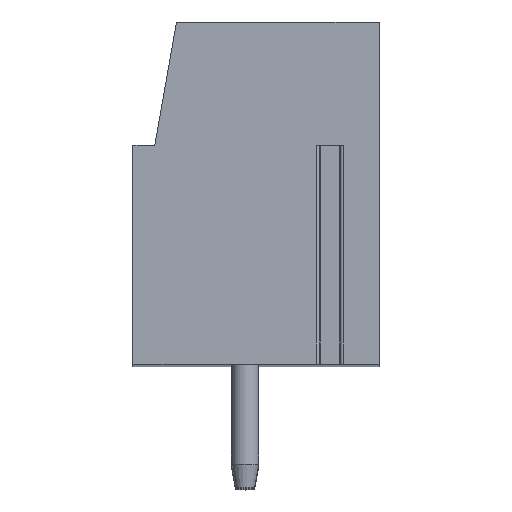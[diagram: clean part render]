
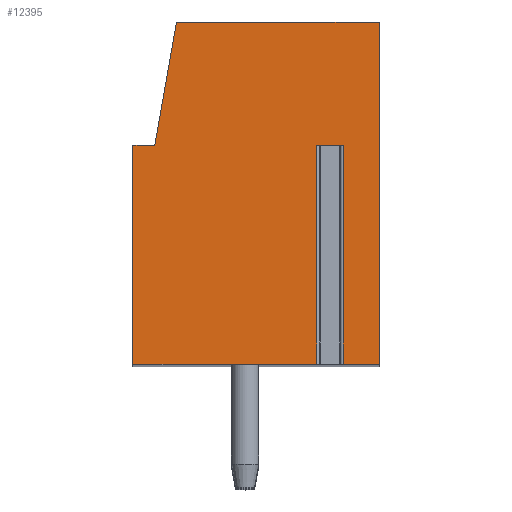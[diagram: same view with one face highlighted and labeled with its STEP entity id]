
A CAD part, top view. The second image highlights one B-rep face of the part: STEP entity #12395.
In plain terms, the highlighted planar face has unit normal (0, 0, 1).
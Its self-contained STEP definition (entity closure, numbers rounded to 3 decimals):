
#20=DIRECTION('',(-1.,0.,0.));
#21=VECTOR('',#20,0.958);
#22=CARTESIAN_POINT('',(3.179,1.75,57.5));
#23=LINE('',#22,#21);
#24=DIRECTION('',(0.,-1.,0.));
#25=VECTOR('',#24,8.);
#26=CARTESIAN_POINT('',(2.221,1.75,57.5));
#27=LINE('',#26,#25);
#28=DIRECTION('',(1.,0.,0.));
#29=VECTOR('',#28,6.721);
#30=CARTESIAN_POINT('',(-4.5,-6.25,57.5));
#31=LINE('',#30,#29);
#32=DIRECTION('',(0.,-1.,0.));
#33=VECTOR('',#32,8.);
#34=CARTESIAN_POINT('',(-4.5,1.75,57.5));
#35=LINE('',#34,#33);
#36=DIRECTION('',(-1.,0.,0.));
#37=VECTOR('',#36,0.8);
#38=CARTESIAN_POINT('',(-3.7,1.75,57.5));
#39=LINE('',#38,#37);
#40=DIRECTION('',(-0.174,-0.985,0.));
#41=VECTOR('',#40,4.569);
#42=CARTESIAN_POINT('',(-2.907,6.25,57.5));
#43=LINE('',#42,#41);
#44=DIRECTION('',(-1.,0.,0.));
#45=VECTOR('',#44,7.407);
#46=CARTESIAN_POINT('',(4.5,6.25,57.5));
#47=LINE('',#46,#45);
#48=DIRECTION('',(0.,1.,0.));
#49=VECTOR('',#48,12.5);
#50=CARTESIAN_POINT('',(4.5,-6.25,57.5));
#51=LINE('',#50,#49);
#52=DIRECTION('',(1.,0.,0.));
#53=VECTOR('',#52,1.321);
#54=CARTESIAN_POINT('',(3.179,-6.25,57.5));
#55=LINE('',#54,#53);
#56=DIRECTION('',(0.,-1.,0.));
#57=VECTOR('',#56,8.);
#58=CARTESIAN_POINT('',(3.179,1.75,57.5));
#59=LINE('',#58,#57);
#9780=CARTESIAN_POINT('',(-2.907,6.25,57.5));
#9781=CARTESIAN_POINT('',(-3.7,1.75,57.5));
#9782=VERTEX_POINT('',#9780);
#9783=VERTEX_POINT('',#9781);
#9784=CARTESIAN_POINT('',(-4.5,1.75,57.5));
#9785=VERTEX_POINT('',#9784);
#9786=CARTESIAN_POINT('',(-4.5,-6.25,57.5));
#9787=VERTEX_POINT('',#9786);
#9788=CARTESIAN_POINT('',(4.5,-6.25,57.5));
#9789=CARTESIAN_POINT('',(4.5,6.25,57.5));
#9790=VERTEX_POINT('',#9788);
#9791=VERTEX_POINT('',#9789);
#9848=CARTESIAN_POINT('',(3.179,1.75,57.5));
#9849=CARTESIAN_POINT('',(2.221,1.75,57.5));
#9850=VERTEX_POINT('',#9848);
#9851=VERTEX_POINT('',#9849);
#9852=CARTESIAN_POINT('',(3.179,-6.25,57.5));
#9853=VERTEX_POINT('',#9852);
#9854=CARTESIAN_POINT('',(2.221,-6.25,57.5));
#9855=VERTEX_POINT('',#9854);
#12368=CARTESIAN_POINT('',(0.,0.,57.5));
#12369=DIRECTION('',(0.,0.,1.));
#12370=DIRECTION('',(1.,0.,0.));
#12371=AXIS2_PLACEMENT_3D('',#12368,#12369,#12370);
#12372=PLANE('',#12371);
#12374=ORIENTED_EDGE('',*,*,#12373,.T.);
#12376=ORIENTED_EDGE('',*,*,#12375,.T.);
#12378=ORIENTED_EDGE('',*,*,#12377,.F.);
#12380=ORIENTED_EDGE('',*,*,#12379,.F.);
#12382=ORIENTED_EDGE('',*,*,#12381,.F.);
#12384=ORIENTED_EDGE('',*,*,#12383,.F.);
#12386=ORIENTED_EDGE('',*,*,#12385,.F.);
#12388=ORIENTED_EDGE('',*,*,#12387,.F.);
#12390=ORIENTED_EDGE('',*,*,#12389,.F.);
#12392=ORIENTED_EDGE('',*,*,#12391,.F.);
#12393=EDGE_LOOP('',(#12374,#12376,#12378,#12380,#12382,#12384,#12386,#12388,
#12390,#12392));
#12394=FACE_OUTER_BOUND('',#12393,.F.);
#12373=EDGE_CURVE('',#9850,#9851,#23,.T.);
#12375=EDGE_CURVE('',#9851,#9855,#27,.T.);
#12377=EDGE_CURVE('',#9787,#9855,#31,.T.);
#12379=EDGE_CURVE('',#9785,#9787,#35,.T.);
#12381=EDGE_CURVE('',#9783,#9785,#39,.T.);
#12383=EDGE_CURVE('',#9782,#9783,#43,.T.);
#12385=EDGE_CURVE('',#9791,#9782,#47,.T.);
#12387=EDGE_CURVE('',#9790,#9791,#51,.T.);
#12389=EDGE_CURVE('',#9853,#9790,#55,.T.);
#12391=EDGE_CURVE('',#9850,#9853,#59,.T.);
#12395=ADVANCED_FACE('',(#12394),#12372,.T.);
